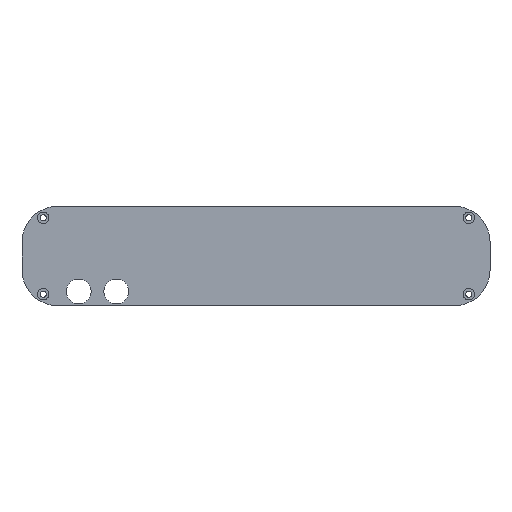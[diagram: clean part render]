
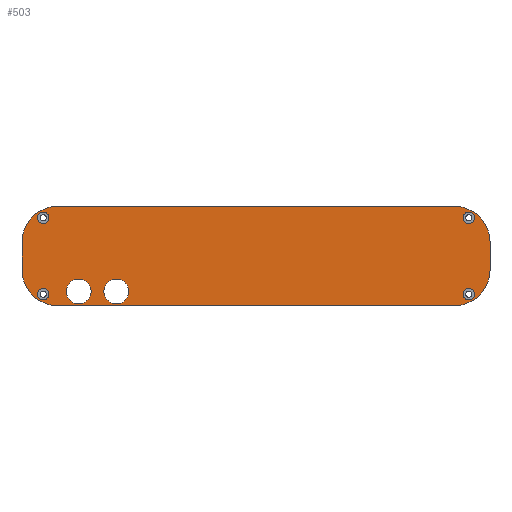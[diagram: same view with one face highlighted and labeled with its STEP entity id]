
A CAD part, top view. The second image highlights one B-rep face of the part: STEP entity #503.
In plain terms, the highlighted planar face has unit normal (0, 0, 1).
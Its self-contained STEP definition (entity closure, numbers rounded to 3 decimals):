
#18=FACE_BOUND('',#91,.T.);
#19=FACE_BOUND('',#92,.T.);
#20=FACE_BOUND('',#93,.T.);
#21=FACE_BOUND('',#94,.T.);
#22=FACE_BOUND('',#95,.T.);
#23=FACE_BOUND('',#96,.T.);
#38=PLANE('',#587);
#62=FACE_OUTER_BOUND('',#90,.T.);
#90=EDGE_LOOP('',(#406,#407,#408,#409,#410,#411,#412,#413));
#91=EDGE_LOOP('',(#414,#415));
#92=EDGE_LOOP('',(#416,#417));
#93=EDGE_LOOP('',(#418,#419));
#94=EDGE_LOOP('',(#420,#421));
#95=EDGE_LOOP('',(#422,#423));
#96=EDGE_LOOP('',(#424,#425));
#117=LINE('',#847,#143);
#121=LINE('',#859,#147);
#125=LINE('',#871,#151);
#129=LINE('',#881,#155);
#143=VECTOR('',#704,10.);
#147=VECTOR('',#716,10.);
#151=VECTOR('',#728,10.);
#155=VECTOR('',#740,10.);
#156=CIRCLE('',#526,8.75);
#157=CIRCLE('',#527,8.75);
#160=CIRCLE('',#531,8.75);
#161=CIRCLE('',#532,8.75);
#167=CIRCLE('',#540,4.);
#168=CIRCLE('',#541,4.);
#173=CIRCLE('',#549,4.);
#174=CIRCLE('',#550,4.);
#179=CIRCLE('',#558,4.);
#180=CIRCLE('',#559,4.);
#185=CIRCLE('',#567,4.);
#186=CIRCLE('',#568,4.);
#189=CIRCLE('',#573,25.);
#191=CIRCLE('',#577,25.);
#193=CIRCLE('',#581,25.);
#195=CIRCLE('',#585,25.);
#196=VERTEX_POINT('',#747);
#197=VERTEX_POINT('',#748);
#200=VERTEX_POINT('',#757);
#201=VERTEX_POINT('',#758);
#207=VERTEX_POINT('',#774);
#208=VERTEX_POINT('',#775);
#213=VERTEX_POINT('',#791);
#214=VERTEX_POINT('',#792);
#219=VERTEX_POINT('',#808);
#220=VERTEX_POINT('',#809);
#225=VERTEX_POINT('',#825);
#226=VERTEX_POINT('',#826);
#230=VERTEX_POINT('',#838);
#231=VERTEX_POINT('',#840);
#233=VERTEX_POINT('',#846);
#235=VERTEX_POINT('',#852);
#237=VERTEX_POINT('',#858);
#239=VERTEX_POINT('',#864);
#241=VERTEX_POINT('',#870);
#243=VERTEX_POINT('',#876);
#244=EDGE_CURVE('',#196,#197,#156,.T.);
#245=EDGE_CURVE('',#197,#196,#157,.T.);
#249=EDGE_CURVE('',#200,#201,#160,.T.);
#250=EDGE_CURVE('',#201,#200,#161,.T.);
#257=EDGE_CURVE('',#207,#208,#167,.T.);
#258=EDGE_CURVE('',#208,#207,#168,.T.);
#265=EDGE_CURVE('',#213,#214,#173,.T.);
#266=EDGE_CURVE('',#214,#213,#174,.T.);
#273=EDGE_CURVE('',#219,#220,#179,.T.);
#274=EDGE_CURVE('',#220,#219,#180,.T.);
#281=EDGE_CURVE('',#225,#226,#185,.T.);
#282=EDGE_CURVE('',#226,#225,#186,.T.);
#288=EDGE_CURVE('',#231,#230,#189,.T.);
#291=EDGE_CURVE('',#233,#231,#117,.T.);
#294=EDGE_CURVE('',#235,#233,#191,.T.);
#297=EDGE_CURVE('',#237,#235,#121,.T.);
#300=EDGE_CURVE('',#239,#237,#193,.T.);
#303=EDGE_CURVE('',#241,#239,#125,.T.);
#306=EDGE_CURVE('',#243,#241,#195,.T.);
#309=EDGE_CURVE('',#230,#243,#129,.T.);
#406=ORIENTED_EDGE('',*,*,#309,.T.);
#407=ORIENTED_EDGE('',*,*,#306,.T.);
#408=ORIENTED_EDGE('',*,*,#303,.T.);
#409=ORIENTED_EDGE('',*,*,#300,.T.);
#410=ORIENTED_EDGE('',*,*,#297,.T.);
#411=ORIENTED_EDGE('',*,*,#294,.T.);
#412=ORIENTED_EDGE('',*,*,#291,.T.);
#413=ORIENTED_EDGE('',*,*,#288,.T.);
#414=ORIENTED_EDGE('',*,*,#244,.T.);
#415=ORIENTED_EDGE('',*,*,#245,.T.);
#416=ORIENTED_EDGE('',*,*,#249,.T.);
#417=ORIENTED_EDGE('',*,*,#250,.T.);
#418=ORIENTED_EDGE('',*,*,#257,.T.);
#419=ORIENTED_EDGE('',*,*,#258,.T.);
#420=ORIENTED_EDGE('',*,*,#265,.T.);
#421=ORIENTED_EDGE('',*,*,#266,.T.);
#422=ORIENTED_EDGE('',*,*,#273,.T.);
#423=ORIENTED_EDGE('',*,*,#274,.T.);
#424=ORIENTED_EDGE('',*,*,#281,.T.);
#425=ORIENTED_EDGE('',*,*,#282,.T.);
#503=ADVANCED_FACE('',(#62,#18,#19,#20,#21,#22,#23),#38,.T.);
#526=AXIS2_PLACEMENT_3D('',#749,#593,#594);
#527=AXIS2_PLACEMENT_3D('',#750,#595,#596);
#531=AXIS2_PLACEMENT_3D('',#759,#604,#605);
#532=AXIS2_PLACEMENT_3D('',#760,#606,#607);
#540=AXIS2_PLACEMENT_3D('',#776,#623,#624);
#541=AXIS2_PLACEMENT_3D('',#777,#625,#626);
#549=AXIS2_PLACEMENT_3D('',#793,#643,#644);
#550=AXIS2_PLACEMENT_3D('',#794,#645,#646);
#558=AXIS2_PLACEMENT_3D('',#810,#663,#664);
#559=AXIS2_PLACEMENT_3D('',#811,#665,#666);
#567=AXIS2_PLACEMENT_3D('',#827,#683,#684);
#568=AXIS2_PLACEMENT_3D('',#828,#685,#686);
#573=AXIS2_PLACEMENT_3D('',#841,#698,#699);
#577=AXIS2_PLACEMENT_3D('',#853,#710,#711);
#581=AXIS2_PLACEMENT_3D('',#865,#722,#723);
#585=AXIS2_PLACEMENT_3D('',#877,#734,#735);
#587=AXIS2_PLACEMENT_3D('',#882,#741,#742);
#593=DIRECTION('center_axis',(0.,0.,-1.));
#594=DIRECTION('ref_axis',(1.,0.,0.));
#595=DIRECTION('center_axis',(0.,0.,-1.));
#596=DIRECTION('ref_axis',(1.,0.,0.));
#604=DIRECTION('center_axis',(0.,0.,-1.));
#605=DIRECTION('ref_axis',(1.,0.,0.));
#606=DIRECTION('center_axis',(0.,0.,-1.));
#607=DIRECTION('ref_axis',(1.,0.,0.));
#623=DIRECTION('center_axis',(0.,0.,-1.));
#624=DIRECTION('ref_axis',(1.,0.,0.));
#625=DIRECTION('center_axis',(0.,0.,-1.));
#626=DIRECTION('ref_axis',(1.,0.,0.));
#643=DIRECTION('center_axis',(0.,0.,-1.));
#644=DIRECTION('ref_axis',(1.,0.,0.));
#645=DIRECTION('center_axis',(0.,0.,-1.));
#646=DIRECTION('ref_axis',(1.,0.,0.));
#663=DIRECTION('center_axis',(0.,0.,-1.));
#664=DIRECTION('ref_axis',(1.,0.,0.));
#665=DIRECTION('center_axis',(0.,0.,-1.));
#666=DIRECTION('ref_axis',(1.,0.,0.));
#683=DIRECTION('center_axis',(0.,0.,-1.));
#684=DIRECTION('ref_axis',(1.,0.,0.));
#685=DIRECTION('center_axis',(0.,0.,-1.));
#686=DIRECTION('ref_axis',(1.,0.,0.));
#698=DIRECTION('center_axis',(0.,0.,1.));
#699=DIRECTION('ref_axis',(-1.,0.,0.));
#704=DIRECTION('',(0.,-1.,0.));
#710=DIRECTION('center_axis',(0.,0.,1.));
#711=DIRECTION('ref_axis',(0.,1.,0.));
#716=DIRECTION('',(-1.,0.,0.));
#722=DIRECTION('center_axis',(0.,0.,1.));
#723=DIRECTION('ref_axis',(1.,0.,0.));
#728=DIRECTION('',(0.,1.,0.));
#734=DIRECTION('center_axis',(0.,0.,1.));
#735=DIRECTION('ref_axis',(0.,-1.,0.));
#740=DIRECTION('',(1.,0.,0.));
#741=DIRECTION('center_axis',(0.,0.,1.));
#742=DIRECTION('ref_axis',(1.,0.,0.));
#747=CARTESIAN_POINT('',(-89.75,-25.,6.));
#748=CARTESIAN_POINT('',(-107.25,-25.,6.));
#749=CARTESIAN_POINT('Origin',(-98.5,-25.,6.));
#750=CARTESIAN_POINT('Origin',(-98.5,-25.,6.));
#757=CARTESIAN_POINT('',(-116.25,-25.,6.));
#758=CARTESIAN_POINT('',(-133.75,-25.,6.));
#759=CARTESIAN_POINT('Origin',(-125.,-25.,6.));
#760=CARTESIAN_POINT('Origin',(-125.,-25.,6.));
#774=CARTESIAN_POINT('',(154.,27.,6.));
#775=CARTESIAN_POINT('',(146.,27.,6.));
#776=CARTESIAN_POINT('Origin',(150.,27.,6.));
#777=CARTESIAN_POINT('Origin',(150.,27.,6.));
#791=CARTESIAN_POINT('',(-146.,27.,6.));
#792=CARTESIAN_POINT('',(-154.,27.,6.));
#793=CARTESIAN_POINT('Origin',(-150.,27.,6.));
#794=CARTESIAN_POINT('Origin',(-150.,27.,6.));
#808=CARTESIAN_POINT('',(-146.,-27.,6.));
#809=CARTESIAN_POINT('',(-154.,-27.,6.));
#810=CARTESIAN_POINT('Origin',(-150.,-27.,6.));
#811=CARTESIAN_POINT('Origin',(-150.,-27.,6.));
#825=CARTESIAN_POINT('',(154.,-27.,6.));
#826=CARTESIAN_POINT('',(146.,-27.,6.));
#827=CARTESIAN_POINT('Origin',(150.,-27.,6.));
#828=CARTESIAN_POINT('Origin',(150.,-27.,6.));
#838=CARTESIAN_POINT('',(-140.,-35.,6.));
#840=CARTESIAN_POINT('',(-165.,-10.,6.));
#841=CARTESIAN_POINT('Origin',(-140.,-10.,6.));
#846=CARTESIAN_POINT('',(-165.,10.,6.));
#847=CARTESIAN_POINT('',(-165.,10.,6.));
#852=CARTESIAN_POINT('',(-140.,35.,6.));
#853=CARTESIAN_POINT('Origin',(-140.,10.,6.));
#858=CARTESIAN_POINT('',(140.,35.,6.));
#859=CARTESIAN_POINT('',(140.,35.,6.));
#864=CARTESIAN_POINT('',(165.,10.,6.));
#865=CARTESIAN_POINT('Origin',(140.,10.,6.));
#870=CARTESIAN_POINT('',(165.,-10.,6.));
#871=CARTESIAN_POINT('',(165.,-10.,6.));
#876=CARTESIAN_POINT('',(140.,-35.,6.));
#877=CARTESIAN_POINT('Origin',(140.,-10.,6.));
#881=CARTESIAN_POINT('',(-140.,-35.,6.));
#882=CARTESIAN_POINT('Origin',(0.,0.,6.));
